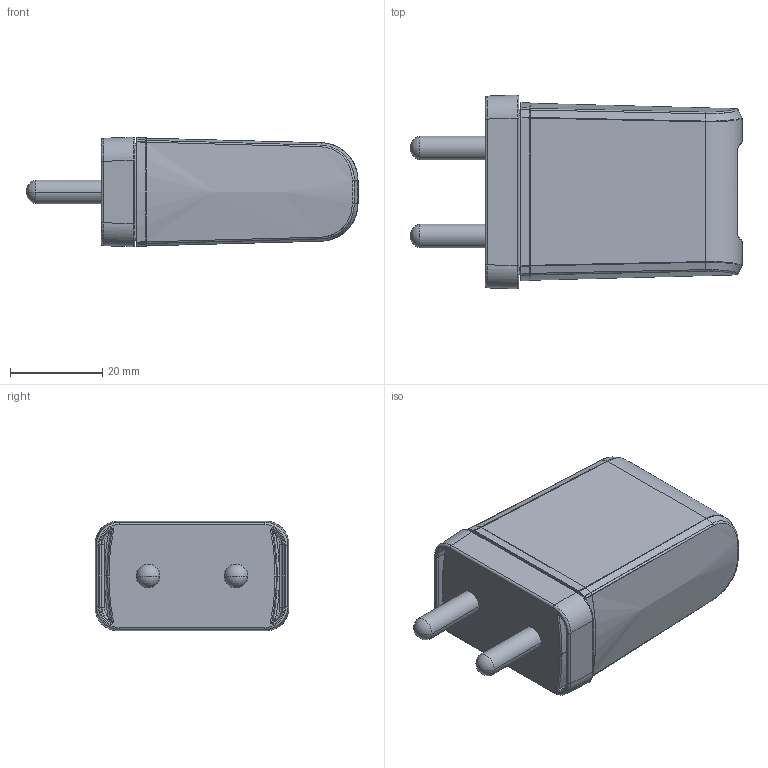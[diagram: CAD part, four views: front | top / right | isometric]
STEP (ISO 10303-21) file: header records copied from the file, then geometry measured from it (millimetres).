
FILE_DESCRIPTION((''),'2;1');
FILE_NAME('GT-83084-WWVV-USB-W2IN_11_ASM','2020-12-30T13:43:58',('rd05'),(''),'CREO PARAMETRIC BY PTC INC, 2018050','CREO PARAMETRIC BY PTC INC, 2018050','');
FILE_SCHEMA(('CONFIG_CONTROL_DESIGN','GEOMETRIC_VALIDATION_PROPERTIES_MIM'));
Length unit declared in the file: millimetre
Products named in the file (11): DSA-10PFL-TOP___3_1_1; BOT___3_1_1; TOP__3_1_1; BOT-IN__32_1_1; PINPIN_5_1_1_1; PINPIN_5_2_1_1; PINPIN_5_ASM_1_ASM_1_ASM; GT-83084-WWVV-USB-W2IN_14_ASM; GT-83084-WWVV-USB-W2IN_13_ASM; GT-83084-WWVV-USB-W2IN_12_ASM; GT-83084-WWVV-USB-W2IN_11_ASM
Assembly tree (11 placements, depth 6):
  GT-83084-WWVV-USB-W2IN_11_ASM
    GT-83084-WWVV-USB-W2IN_12_ASM
      GT-83084-WWVV-USB-W2IN_13_ASM
        GT-83084-WWVV-USB-W2IN_14_ASM
          DSA-10PFL-TOP___3_1_1
          BOT___3_1_1  x2
          TOP__3_1_1
          BOT-IN__32_1_1
          PINPIN_5_ASM_1_ASM_1_ASM
            PINPIN_5_1_1_1
            PINPIN_5_2_1_1
Bounding box: 72.1 x 42.09 x 23.79 mm (x, y, z)
Volume: 32815.3 mm3; surface area: 34779.7 mm2
Topology: 9 solids, 9 shells, 1449 faces, 3707 edges, 2302 vertices
Faces by surface type: plane 620, cylinder 351, bspline 155, cone 147, torus 134, sphere 42
Entity records: 44343 total; most frequent: CARTESIAN_POINT 17959, ORIENTED_EDGE 5708, DIRECTION 4956, EDGE_CURVE 2854, AXIS2_PLACEMENT_3D 1795, VERTEX_POINT 1790, VECTOR 1366, LINE 1366
